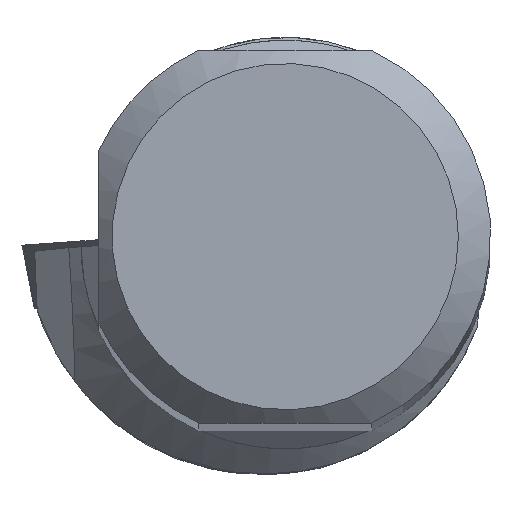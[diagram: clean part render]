
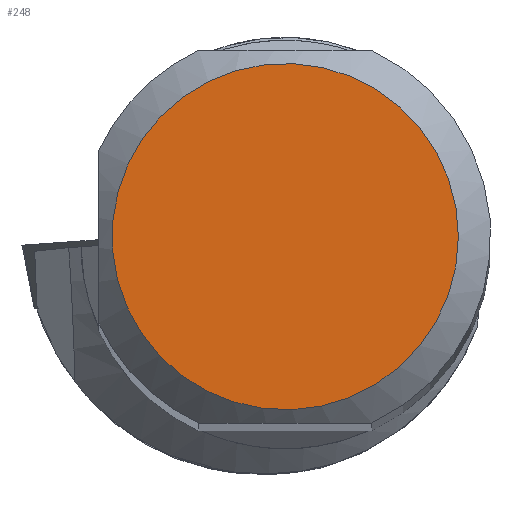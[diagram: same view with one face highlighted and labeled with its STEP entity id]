
A CAD part, top view. The second image highlights one B-rep face of the part: STEP entity #248.
In plain terms, the highlighted planar face has unit normal (0, 0, 1).
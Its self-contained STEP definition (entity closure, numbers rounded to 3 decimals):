
#191=FACE_OUTER_BOUND('',#503,.T.);
#248=ADVANCED_FACE('CU_SU_BP3',(#191),#291,.T.);
#291=PLANE('',#1274);
#503=EDGE_LOOP('',(#699));
#699=ORIENTED_EDGE('',*,*,#1054,.T.);
#927=VERTEX_POINT('',#2025);
#1054=EDGE_CURVE('',#927,#927,#1119,.T.);
#1119=CIRCLE('',#1273,10.691);
#1273=AXIS2_PLACEMENT_3D('',#2024,#1536,#1537);
#1274=AXIS2_PLACEMENT_3D('',#2026,#1538,#1539);
#1536=DIRECTION('',(0.,0.,1.));
#1537=DIRECTION('',(1.,0.,0.));
#1538=DIRECTION('',(0.,0.,1.));
#1539=DIRECTION('',(1.,0.,0.));
#2024=CARTESIAN_POINT('',(0.,0.,0.));
#2025=CARTESIAN_POINT('',(10.691,0.,0.));
#2026=CARTESIAN_POINT('',(0.,0.,0.));
